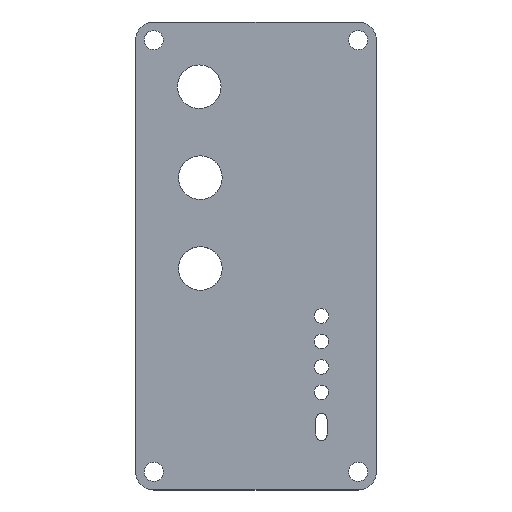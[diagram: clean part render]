
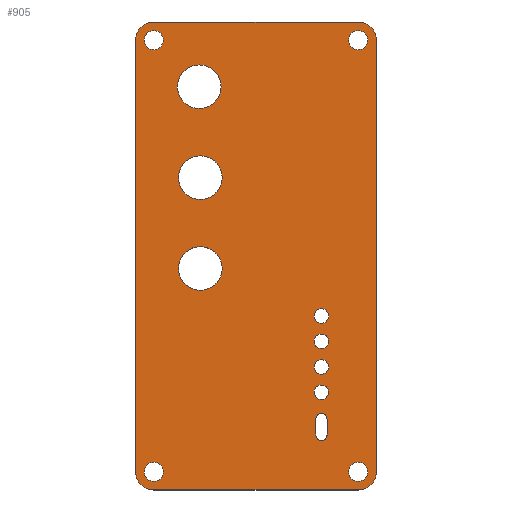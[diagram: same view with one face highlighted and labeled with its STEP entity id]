
A CAD part, top view. The second image highlights one B-rep face of the part: STEP entity #905.
In plain terms, the highlighted planar face has unit normal (0, 0, 1).
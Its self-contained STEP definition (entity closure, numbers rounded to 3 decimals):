
#42 = VERTEX_POINT('',#43);
#43 = CARTESIAN_POINT('',(146.75,-44.75,1.6));
#49 = EDGE_CURVE('',#42,#50,#52,.T.);
#50 = VERTEX_POINT('',#51);
#51 = CARTESIAN_POINT('',(150.75,-48.75,1.6));
#52 = CIRCLE('',#53,4.);
#53 = AXIS2_PLACEMENT_3D('',#54,#55,#56);
#54 = CARTESIAN_POINT('',(146.75,-48.75,1.6));
#55 = DIRECTION('',(0.,0.,-1.));
#56 = DIRECTION('',(0.,1.,0.));
#82 = EDGE_CURVE('',#50,#83,#85,.T.);
#83 = VERTEX_POINT('',#84);
#84 = CARTESIAN_POINT('',(150.75,-143.75,1.6));
#85 = LINE('',#86,#87);
#86 = CARTESIAN_POINT('',(150.75,-48.75,1.6));
#87 = VECTOR('',#88,1.);
#88 = DIRECTION('',(0.,-1.,0.));
#113 = EDGE_CURVE('',#83,#114,#116,.T.);
#114 = VERTEX_POINT('',#115);
#115 = CARTESIAN_POINT('',(146.75,-147.75,1.6));
#116 = CIRCLE('',#117,4.);
#117 = AXIS2_PLACEMENT_3D('',#118,#119,#120);
#118 = CARTESIAN_POINT('',(146.75,-143.75,1.6));
#119 = DIRECTION('',(0.,0.,-1.));
#120 = DIRECTION('',(1.,0.,0.));
#146 = EDGE_CURVE('',#114,#147,#149,.T.);
#147 = VERTEX_POINT('',#148);
#148 = CARTESIAN_POINT('',(101.75,-147.75,1.6));
#149 = LINE('',#150,#151);
#150 = CARTESIAN_POINT('',(146.75,-147.75,1.6));
#151 = VECTOR('',#152,1.);
#152 = DIRECTION('',(-1.,0.,0.));
#177 = EDGE_CURVE('',#147,#178,#180,.T.);
#178 = VERTEX_POINT('',#179);
#179 = CARTESIAN_POINT('',(97.75,-143.75,1.6));
#180 = CIRCLE('',#181,4.);
#181 = AXIS2_PLACEMENT_3D('',#182,#183,#184);
#182 = CARTESIAN_POINT('',(101.75,-143.75,1.6));
#183 = DIRECTION('',(0.,0.,-1.));
#184 = DIRECTION('',(0.,-1.,-0.));
#210 = EDGE_CURVE('',#178,#211,#213,.T.);
#211 = VERTEX_POINT('',#212);
#212 = CARTESIAN_POINT('',(97.75,-48.75,1.6));
#213 = LINE('',#214,#215);
#214 = CARTESIAN_POINT('',(97.75,-143.75,1.6));
#215 = VECTOR('',#216,1.);
#216 = DIRECTION('',(0.,1.,0.));
#241 = EDGE_CURVE('',#211,#242,#244,.T.);
#242 = VERTEX_POINT('',#243);
#243 = CARTESIAN_POINT('',(101.75,-44.75,1.6));
#244 = CIRCLE('',#245,4.);
#245 = AXIS2_PLACEMENT_3D('',#246,#247,#248);
#246 = CARTESIAN_POINT('',(101.75,-48.75,1.6));
#247 = DIRECTION('',(0.,0.,-1.));
#248 = DIRECTION('',(-1.,0.,0.));
#274 = EDGE_CURVE('',#242,#42,#275,.T.);
#275 = LINE('',#276,#277);
#276 = CARTESIAN_POINT('',(101.75,-44.75,1.6));
#277 = VECTOR('',#278,1.);
#278 = DIRECTION('',(1.,0.,0.));
#298 = VERTEX_POINT('',#299);
#299 = CARTESIAN_POINT('',(103.85,-143.75,1.6));
#305 = EDGE_CURVE('',#298,#298,#306,.T.);
#306 = CIRCLE('',#307,2.1);
#307 = AXIS2_PLACEMENT_3D('',#308,#309,#310);
#308 = CARTESIAN_POINT('',(101.75,-143.75,1.6));
#309 = DIRECTION('',(0.,0.,1.));
#310 = DIRECTION('',(1.,0.,-0.));
#331 = VERTEX_POINT('',#332);
#332 = CARTESIAN_POINT('',(148.85,-143.75,1.6));
#338 = EDGE_CURVE('',#331,#331,#339,.T.);
#339 = CIRCLE('',#340,2.1);
#340 = AXIS2_PLACEMENT_3D('',#341,#342,#343);
#341 = CARTESIAN_POINT('',(146.75,-143.75,1.6));
#342 = DIRECTION('',(0.,0.,1.));
#343 = DIRECTION('',(1.,0.,-0.));
#364 = VERTEX_POINT('',#365);
#365 = CARTESIAN_POINT('',(138.64,-130.9,1.6));
#371 = EDGE_CURVE('',#364,#372,#374,.T.);
#372 = VERTEX_POINT('',#373);
#373 = CARTESIAN_POINT('',(137.39,-132.15,1.6));
#374 = CIRCLE('',#375,1.25);
#375 = AXIS2_PLACEMENT_3D('',#376,#377,#378);
#376 = CARTESIAN_POINT('',(138.64,-132.15,1.6));
#377 = DIRECTION('',(0.,0.,1.));
#378 = DIRECTION('',(0.,1.,0.));
#404 = EDGE_CURVE('',#372,#405,#407,.T.);
#405 = VERTEX_POINT('',#406);
#406 = CARTESIAN_POINT('',(137.39,-135.65,1.6));
#407 = LINE('',#408,#409);
#408 = CARTESIAN_POINT('',(137.39,-132.15,1.6));
#409 = VECTOR('',#410,1.);
#410 = DIRECTION('',(0.,-1.,0.));
#435 = EDGE_CURVE('',#405,#436,#438,.T.);
#436 = VERTEX_POINT('',#437);
#437 = CARTESIAN_POINT('',(138.64,-136.9,1.6));
#438 = CIRCLE('',#439,1.25);
#439 = AXIS2_PLACEMENT_3D('',#440,#441,#442);
#440 = CARTESIAN_POINT('',(138.64,-135.65,1.6));
#441 = DIRECTION('',(0.,0.,1.));
#442 = DIRECTION('',(-1.,0.,0.));
#468 = EDGE_CURVE('',#436,#469,#471,.T.);
#469 = VERTEX_POINT('',#470);
#470 = CARTESIAN_POINT('',(139.89,-135.65,1.6));
#471 = CIRCLE('',#472,1.25);
#472 = AXIS2_PLACEMENT_3D('',#473,#474,#475);
#473 = CARTESIAN_POINT('',(138.64,-135.65,1.6));
#474 = DIRECTION('',(0.,0.,1.));
#475 = DIRECTION('',(0.,-1.,0.));
#501 = EDGE_CURVE('',#469,#502,#504,.T.);
#502 = VERTEX_POINT('',#503);
#503 = CARTESIAN_POINT('',(139.89,-132.15,1.6));
#504 = LINE('',#505,#506);
#505 = CARTESIAN_POINT('',(139.89,-135.65,1.6));
#506 = VECTOR('',#507,1.);
#507 = DIRECTION('',(0.,1.,0.));
#532 = EDGE_CURVE('',#502,#364,#533,.T.);
#533 = CIRCLE('',#534,1.25);
#534 = AXIS2_PLACEMENT_3D('',#535,#536,#537);
#535 = CARTESIAN_POINT('',(138.64,-132.15,1.6));
#536 = DIRECTION('',(0.,0.,1.));
#537 = DIRECTION('',(1.,0.,-0.));
#558 = VERTEX_POINT('',#559);
#559 = CARTESIAN_POINT('',(140.24,-126.25,1.6));
#565 = EDGE_CURVE('',#558,#558,#566,.T.);
#566 = CIRCLE('',#567,1.6);
#567 = AXIS2_PLACEMENT_3D('',#568,#569,#570);
#568 = CARTESIAN_POINT('',(138.64,-126.25,1.6));
#569 = DIRECTION('',(0.,0.,1.));
#570 = DIRECTION('',(1.,0.,-0.));
#591 = VERTEX_POINT('',#592);
#592 = CARTESIAN_POINT('',(140.24,-120.65,1.6));
#598 = EDGE_CURVE('',#591,#591,#599,.T.);
#599 = CIRCLE('',#600,1.6);
#600 = AXIS2_PLACEMENT_3D('',#601,#602,#603);
#601 = CARTESIAN_POINT('',(138.64,-120.65,1.6));
#602 = DIRECTION('',(0.,0.,1.));
#603 = DIRECTION('',(1.,0.,-0.));
#624 = VERTEX_POINT('',#625);
#625 = CARTESIAN_POINT('',(140.24,-115.05,1.6));
#631 = EDGE_CURVE('',#624,#624,#632,.T.);
#632 = CIRCLE('',#633,1.6);
#633 = AXIS2_PLACEMENT_3D('',#634,#635,#636);
#634 = CARTESIAN_POINT('',(138.64,-115.05,1.6));
#635 = DIRECTION('',(0.,0.,1.));
#636 = DIRECTION('',(1.,0.,-0.));
#657 = VERTEX_POINT('',#658);
#658 = CARTESIAN_POINT('',(140.24,-109.45,1.6));
#664 = EDGE_CURVE('',#657,#657,#665,.T.);
#665 = CIRCLE('',#666,1.6);
#666 = AXIS2_PLACEMENT_3D('',#667,#668,#669);
#667 = CARTESIAN_POINT('',(138.64,-109.45,1.6));
#668 = DIRECTION('',(0.,0.,1.));
#669 = DIRECTION('',(1.,0.,-0.));
#690 = VERTEX_POINT('',#691);
#691 = CARTESIAN_POINT('',(116.8,-99.,1.6));
#697 = EDGE_CURVE('',#690,#690,#698,.T.);
#698 = CIRCLE('',#699,4.8);
#699 = AXIS2_PLACEMENT_3D('',#700,#701,#702);
#700 = CARTESIAN_POINT('',(112.,-99.,1.6));
#701 = DIRECTION('',(0.,0.,1.));
#702 = DIRECTION('',(1.,0.,-0.));
#723 = VERTEX_POINT('',#724);
#724 = CARTESIAN_POINT('',(116.8,-79.,1.6));
#730 = EDGE_CURVE('',#723,#723,#731,.T.);
#731 = CIRCLE('',#732,4.8);
#732 = AXIS2_PLACEMENT_3D('',#733,#734,#735);
#733 = CARTESIAN_POINT('',(112.,-79.,1.6));
#734 = DIRECTION('',(0.,0.,1.));
#735 = DIRECTION('',(1.,0.,-0.));
#756 = VERTEX_POINT('',#757);
#757 = CARTESIAN_POINT('',(116.55,-59.,1.6));
#763 = EDGE_CURVE('',#756,#756,#764,.T.);
#764 = CIRCLE('',#765,4.8);
#765 = AXIS2_PLACEMENT_3D('',#766,#767,#768);
#766 = CARTESIAN_POINT('',(111.75,-59.,1.6));
#767 = DIRECTION('',(0.,0.,1.));
#768 = DIRECTION('',(1.,0.,-0.));
#789 = VERTEX_POINT('',#790);
#790 = CARTESIAN_POINT('',(148.85,-48.75,1.6));
#796 = EDGE_CURVE('',#789,#789,#797,.T.);
#797 = CIRCLE('',#798,2.1);
#798 = AXIS2_PLACEMENT_3D('',#799,#800,#801);
#799 = CARTESIAN_POINT('',(146.75,-48.75,1.6));
#800 = DIRECTION('',(0.,0.,1.));
#801 = DIRECTION('',(1.,0.,-0.));
#822 = VERTEX_POINT('',#823);
#823 = CARTESIAN_POINT('',(103.84,-48.74,1.6));
#829 = EDGE_CURVE('',#822,#822,#830,.T.);
#830 = CIRCLE('',#831,2.1);
#831 = AXIS2_PLACEMENT_3D('',#832,#833,#834);
#832 = CARTESIAN_POINT('',(101.74,-48.74,1.6));
#833 = DIRECTION('',(0.,0.,1.));
#834 = DIRECTION('',(1.,0.,-0.));
#905 = ADVANCED_FACE('',(#906,#916,#919,#922,#930,#933,#936,#939,#942,
    #945,#948,#951,#954),#957,.T.);
#906 = FACE_BOUND('',#907,.F.);
#907 = EDGE_LOOP('',(#908,#909,#910,#911,#912,#913,#914,#915));
#908 = ORIENTED_EDGE('',*,*,#49,.T.);
#909 = ORIENTED_EDGE('',*,*,#82,.T.);
#910 = ORIENTED_EDGE('',*,*,#113,.T.);
#911 = ORIENTED_EDGE('',*,*,#146,.T.);
#912 = ORIENTED_EDGE('',*,*,#177,.T.);
#913 = ORIENTED_EDGE('',*,*,#210,.T.);
#914 = ORIENTED_EDGE('',*,*,#241,.T.);
#915 = ORIENTED_EDGE('',*,*,#274,.T.);
#916 = FACE_BOUND('',#917,.F.);
#917 = EDGE_LOOP('',(#918));
#918 = ORIENTED_EDGE('',*,*,#305,.T.);
#919 = FACE_BOUND('',#920,.F.);
#920 = EDGE_LOOP('',(#921));
#921 = ORIENTED_EDGE('',*,*,#338,.T.);
#922 = FACE_BOUND('',#923,.F.);
#923 = EDGE_LOOP('',(#924,#925,#926,#927,#928,#929));
#924 = ORIENTED_EDGE('',*,*,#371,.T.);
#925 = ORIENTED_EDGE('',*,*,#404,.T.);
#926 = ORIENTED_EDGE('',*,*,#435,.T.);
#927 = ORIENTED_EDGE('',*,*,#468,.T.);
#928 = ORIENTED_EDGE('',*,*,#501,.T.);
#929 = ORIENTED_EDGE('',*,*,#532,.T.);
#930 = FACE_BOUND('',#931,.F.);
#931 = EDGE_LOOP('',(#932));
#932 = ORIENTED_EDGE('',*,*,#565,.T.);
#933 = FACE_BOUND('',#934,.F.);
#934 = EDGE_LOOP('',(#935));
#935 = ORIENTED_EDGE('',*,*,#598,.T.);
#936 = FACE_BOUND('',#937,.F.);
#937 = EDGE_LOOP('',(#938));
#938 = ORIENTED_EDGE('',*,*,#631,.T.);
#939 = FACE_BOUND('',#940,.F.);
#940 = EDGE_LOOP('',(#941));
#941 = ORIENTED_EDGE('',*,*,#664,.T.);
#942 = FACE_BOUND('',#943,.F.);
#943 = EDGE_LOOP('',(#944));
#944 = ORIENTED_EDGE('',*,*,#697,.T.);
#945 = FACE_BOUND('',#946,.F.);
#946 = EDGE_LOOP('',(#947));
#947 = ORIENTED_EDGE('',*,*,#730,.T.);
#948 = FACE_BOUND('',#949,.F.);
#949 = EDGE_LOOP('',(#950));
#950 = ORIENTED_EDGE('',*,*,#763,.T.);
#951 = FACE_BOUND('',#952,.F.);
#952 = EDGE_LOOP('',(#953));
#953 = ORIENTED_EDGE('',*,*,#796,.T.);
#954 = FACE_BOUND('',#955,.F.);
#955 = EDGE_LOOP('',(#956));
#956 = ORIENTED_EDGE('',*,*,#829,.T.);
#957 = PLANE('',#958);
#958 = AXIS2_PLACEMENT_3D('',#959,#960,#961);
#959 = CARTESIAN_POINT('',(0.,0.,1.6));
#960 = DIRECTION('',(0.,0.,1.));
#961 = DIRECTION('',(1.,0.,-0.));
